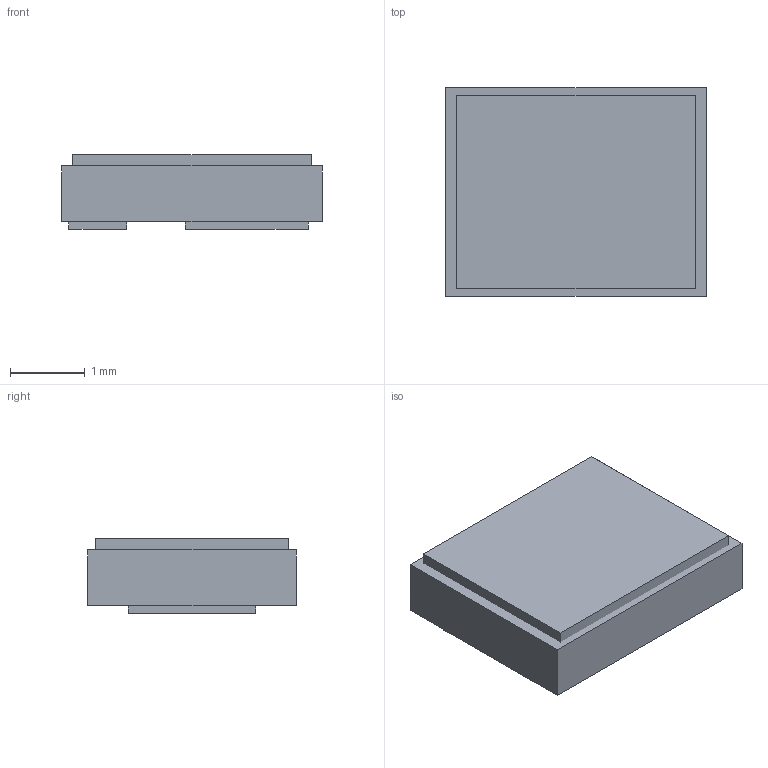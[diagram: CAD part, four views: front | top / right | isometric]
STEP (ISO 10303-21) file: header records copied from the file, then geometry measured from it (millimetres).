
FILE_DESCRIPTION(('FreeCAD Model'),'2;1');
FILE_NAME('LED3628.step', '2020-04-18T12:39:29',('Author'),(''), 'Open CASCADE STEP processor 7.3','FreeCAD','Unknown');
FILE_SCHEMA(('AUTOMOTIVE_DESIGN { 1 0 10303 214 1 1 1 1 }'));
Length unit declared in the file: millimetre
Products named in the file (4): ASSEMBLY; Body; Pins; Cube
Assembly tree (3 placements, depth 2):
  ASSEMBLY
    Body
    Pins
    Cube
Bounding box: 3.5 x 2.8 x 1 mm (x, y, z)
Surface area: 58 mm2
Topology: 4 solids, 4 shells, 24 faces, 96 edges, 224 vertices
Faces by surface type: plane 24
Entity records: 1337 total; most frequent: CARTESIAN_POINT 348, DIRECTION 152, ORIENTED_EDGE 96, LINE 96, VECTOR 96, GEOMETRIC_CURVE_SET 49, EDGE_CURVE 48, TRIMMED_CURVE 48
